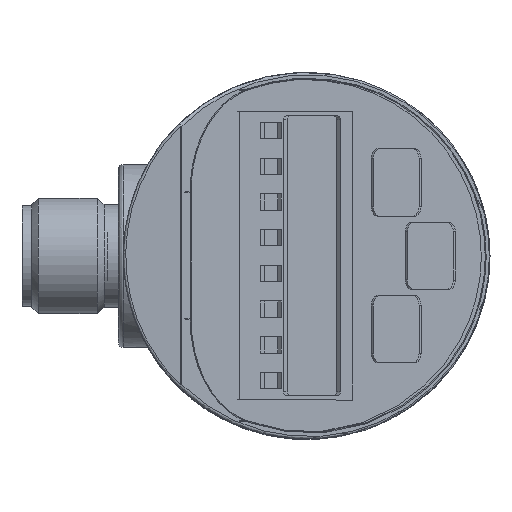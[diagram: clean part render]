
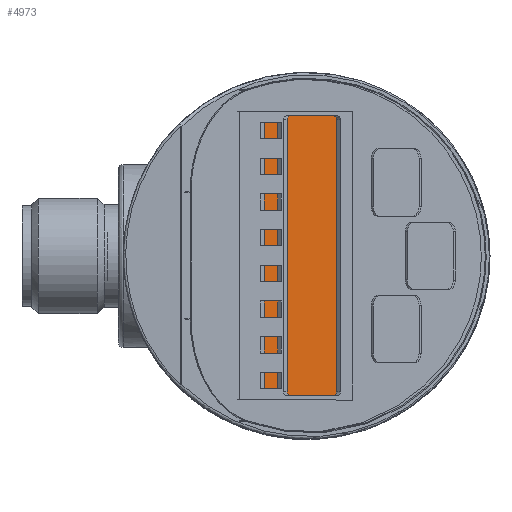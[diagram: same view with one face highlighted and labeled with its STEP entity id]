
A CAD part, top view. The second image highlights one B-rep face of the part: STEP entity #4973.
In plain terms, the highlighted free-form (B-spline) face has degree [1, 1] with [2, 2] control points.
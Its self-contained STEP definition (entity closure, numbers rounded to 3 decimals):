
#4818=CARTESIAN_POINT('',(-7.502,14.95,208.565));
#4819=VERTEX_POINT('',#4818);
#4825=CARTESIAN_POINT('',(-7.502,-14.95,208.565));
#4826=VERTEX_POINT('',#4825);
#4827=CARTESIAN_POINT('',(-7.502,-14.95,208.565));
#4828=CARTESIAN_POINT('',(-7.502,14.95,208.565));
#4829=B_SPLINE_CURVE_WITH_KNOTS('',1,(#4827,#4828),.POLYLINE_FORM.,.F.,.U.,(2,2),(0.,1.),.UNSPECIFIED.);
#4830=EDGE_CURVE('',#4826,#4819,#4829,.T.);
#4847=CARTESIAN_POINT('',(4.236,-14.95,196.827));
#4848=VERTEX_POINT('',#4847);
#4849=CARTESIAN_POINT('',(4.236,-14.95,196.827));
#4850=CARTESIAN_POINT('',(-7.502,-14.95,208.565));
#4851=B_SPLINE_CURVE_WITH_KNOTS('',1,(#4849,#4850),.POLYLINE_FORM.,.F.,.U.,(2,2),(0.,1.),.UNSPECIFIED.);
#4852=EDGE_CURVE('',#4848,#4826,#4851,.T.);
#4869=CARTESIAN_POINT('',(4.236,14.95,196.827));
#4870=VERTEX_POINT('',#4869);
#4871=CARTESIAN_POINT('',(4.236,14.95,196.827));
#4872=CARTESIAN_POINT('',(4.236,-14.95,196.827));
#4873=B_SPLINE_CURVE_WITH_KNOTS('',1,(#4871,#4872),.POLYLINE_FORM.,.F.,.U.,(2,2),(0.,1.),.UNSPECIFIED.);
#4874=EDGE_CURVE('',#4870,#4848,#4873,.T.);
#4891=CARTESIAN_POINT('',(-7.502,14.95,208.565));
#4892=CARTESIAN_POINT('',(4.236,14.95,196.827));
#4893=B_SPLINE_CURVE_WITH_KNOTS('',1,(#4891,#4892),.POLYLINE_FORM.,.F.,.U.,(2,2),(0.,1.),.UNSPECIFIED.);
#4894=EDGE_CURVE('',#4819,#4870,#4893,.T.);
#4962=CARTESIAN_POINT('',(18.159,19.131,182.903));
#4963=CARTESIAN_POINT('',(18.159,-19.131,182.903));
#4964=CARTESIAN_POINT('',(-13.053,19.131,214.116));
#4965=CARTESIAN_POINT('',(-13.053,-19.131,214.116));
#4966=B_SPLINE_SURFACE_WITH_KNOTS('',1,1,((#4962,#4963),(#4964,#4965)),.PLANE_SURF.,.F.,.F.,.U.,(2,2),(2,2),(0.03,0.955),(0.03,0.831),.UNSPECIFIED.);
#4967=ORIENTED_EDGE('',*,*,#4830,.F.);
#4968=ORIENTED_EDGE('',*,*,#4852,.F.);
#4969=ORIENTED_EDGE('',*,*,#4874,.F.);
#4970=ORIENTED_EDGE('',*,*,#4894,.F.);
#4971=EDGE_LOOP('',(#4967,#4968,#4969,#4970));
#4972=FACE_OUTER_BOUND('',#4971,.T.);
#4973=ADVANCED_FACE('',(#4972),#4966,.T.);
